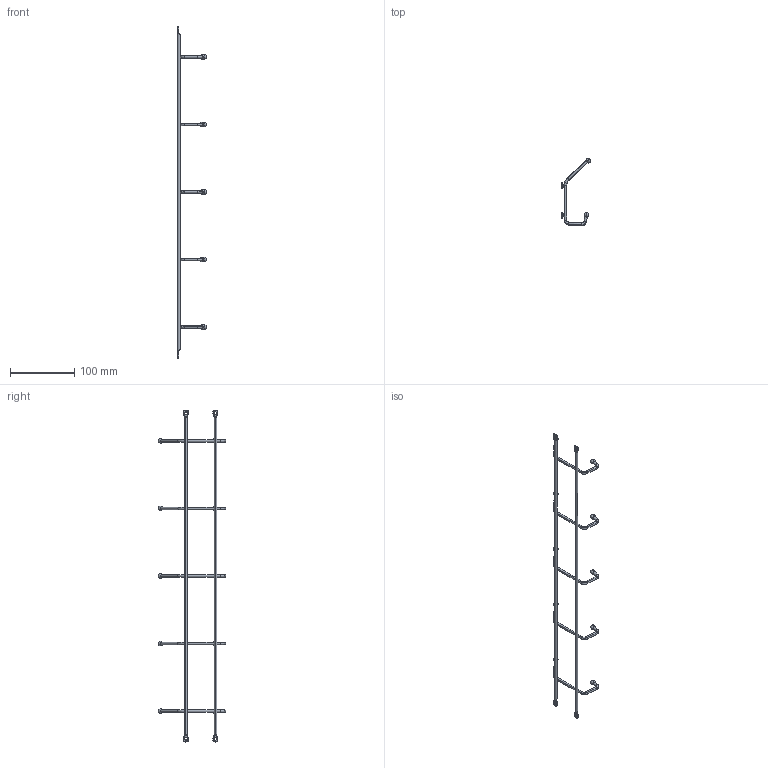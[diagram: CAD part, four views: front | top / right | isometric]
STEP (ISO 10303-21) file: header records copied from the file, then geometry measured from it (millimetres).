
FILE_DESCRIPTION(('Creo Elements/Direct Modeling STEP Export'),'2;1');
FILE_NAME('2305-516.stp','2022-05-04T10:11:20',(''),(''),'Creo Elements/Direct Modeling STEP processor for AP214 (Solid Model)','Creo Elements/Direct Modeling 20.0 12-Nov-2016 (C) Parametric Technology GmbH','');
FILE_SCHEMA(('AUTOMOTIVE_DESIGN { 1 0 10303 214 1 1 1 1 }'));
Length unit declared in the file: millimetre
Products named in the file (7): Haken.5; Haken.3; Haken.4; Haken.2; Haken; Draht.2; FE-8917
Assembly tree (7 placements, depth 2):
  FE-8917
    Draht.2  x2
    Haken
    Haken.2
    Haken.4
    Haken.3
    Haken.5
Bounding box: 44.91 x 104.81 x 516 mm (x, y, z)
Volume: 23928.1 mm3; surface area: 23897.2 mm2
Topology: 7 solids, 7 shells, 210 faces, 500 edges, 284 vertices
Faces by surface type: cylinder 80, torus 78, plane 20, sphere 20, bspline 12
Entity records: 9619 total; most frequent: CARTESIAN_POINT 6296, DIRECTION 680, ORIENTED_EDGE 672, EDGE_CURVE 336, AXIS2_PLACEMENT_3D 310, VERTEX_POINT 198, CIRCLE 158, EDGE_LOOP 154
